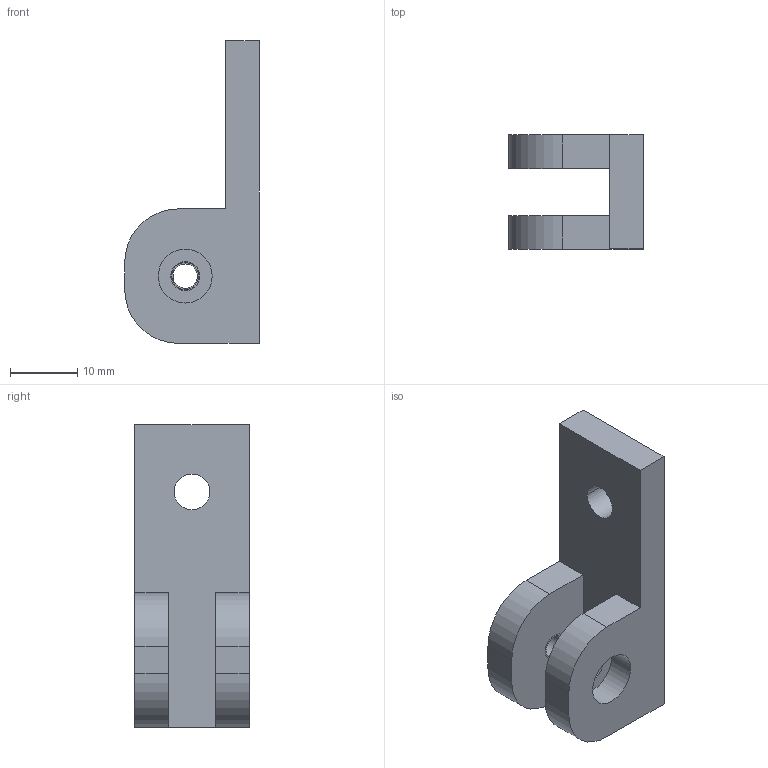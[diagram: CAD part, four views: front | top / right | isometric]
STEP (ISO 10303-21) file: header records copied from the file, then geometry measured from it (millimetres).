
FILE_DESCRIPTION((''),'2;1');
FILE_NAME('ROB-CEVE-P26','2021-05-06T11:05:12',('kevin'),(''),'CREO PARAMETRIC BY PTC INC, 2016390','CREO PARAMETRIC BY PTC INC, 2016390','');
FILE_SCHEMA(('CONFIG_CONTROL_DESIGN'));
Length unit declared in the file: millimetre
Products named in the file (1): ROB-CEVE-P26
Bounding box: 20 x 17 x 45 mm (x, y, z)
Volume: 6173.5 mm3; surface area: 3694.6 mm2
Topology: 1 solids, 2 shells, 27 faces, 72 edges, 48 vertices
Faces by surface type: cylinder 14, plane 13
Entity records: 910 total; most frequent: DIRECTION 156, CARTESIAN_POINT 148, ORIENTED_EDGE 140, EDGE_CURVE 72, AXIS2_PLACEMENT_3D 56, VERTEX_POINT 48, VECTOR 44, LINE 44
